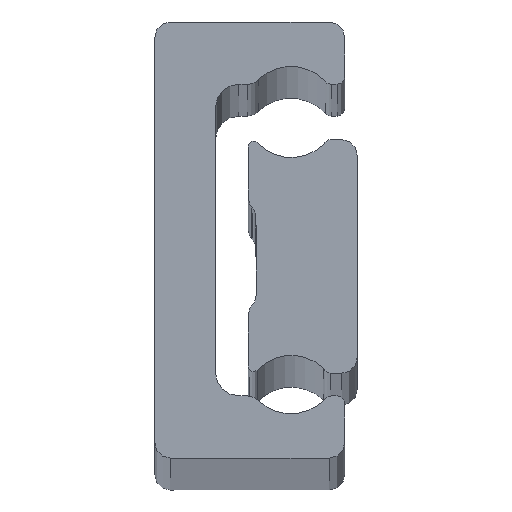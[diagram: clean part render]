
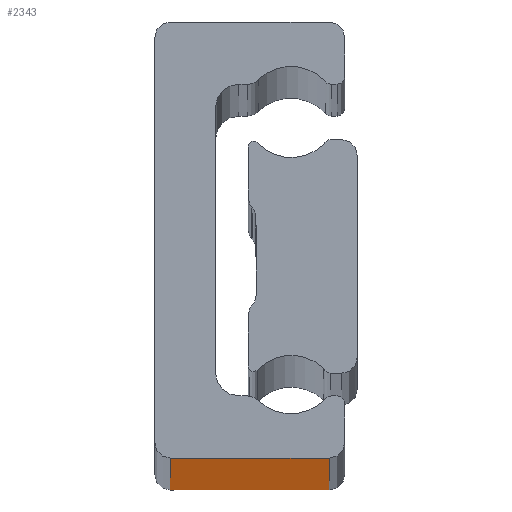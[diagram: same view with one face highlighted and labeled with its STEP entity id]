
A CAD part, top view. The second image highlights one B-rep face of the part: STEP entity #2343.
In plain terms, the highlighted planar face has unit normal (0, -1, 0).
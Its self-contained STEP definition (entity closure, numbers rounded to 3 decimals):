
#62 = EDGE_CURVE ( 'NONE', #2973, #2819, #2789, .T. ) ;
#142 = CARTESIAN_POINT ( 'NONE',  ( 11.2, -14., 0. ) ) ;
#403 = EDGE_CURVE ( 'NONE', #4196, #4942, #5510, .T. ) ;
#822 = CARTESIAN_POINT ( 'NONE',  ( 1., -14., -1170. ) ) ;
#926 = EDGE_CURVE ( 'NONE', #2973, #4196, #4871, .T. ) ;
#1104 = PLANE ( 'NONE',  #2023 ) ;
#1222 = CARTESIAN_POINT ( 'NONE',  ( 11.2, -14., -1170. ) ) ;
#1827 = CARTESIAN_POINT ( 'NONE',  ( 11.2, -14., -1170. ) ) ;
#1879 = EDGE_LOOP ( 'NONE', ( #3851, #4645, #2857, #2435 ) ) ;
#1922 = VECTOR ( 'NONE', #2610, 1000. ) ;
#2023 = AXIS2_PLACEMENT_3D ( 'NONE', #2868, #3447, #4713 ) ;
#2343 = ADVANCED_FACE ( 'NONE', ( #5226 ), #1104, .T. ) ;
#2435 = ORIENTED_EDGE ( 'NONE', *, *, #403, .T. ) ;
#2610 = DIRECTION ( 'NONE',  ( 1., 0., 0. ) ) ;
#2789 = LINE ( 'NONE', #3199, #3823 ) ;
#2819 = VERTEX_POINT ( 'NONE', #4233 ) ;
#2857 = ORIENTED_EDGE ( 'NONE', *, *, #926, .T. ) ;
#2868 = CARTESIAN_POINT ( 'NONE',  ( 1., -14., -1170. ) ) ;
#2973 = VERTEX_POINT ( 'NONE', #4438 ) ;
#3064 = EDGE_CURVE ( 'NONE', #2819, #4942, #5424, .T. ) ;
#3199 = CARTESIAN_POINT ( 'NONE',  ( 1., -14., -1170. ) ) ;
#3447 = DIRECTION ( 'NONE',  ( 0., -1., 0. ) ) ;
#3580 = VECTOR ( 'NONE', #5004, 1000. ) ;
#3823 = VECTOR ( 'NONE', #5040, 1000. ) ;
#3851 = ORIENTED_EDGE ( 'NONE', *, *, #3064, .F. ) ;
#4105 = DIRECTION ( 'NONE',  ( 0., 0., 1. ) ) ;
#4196 = VERTEX_POINT ( 'NONE', #1222 ) ;
#4233 = CARTESIAN_POINT ( 'NONE',  ( 1., -14., 0. ) ) ;
#4438 = CARTESIAN_POINT ( 'NONE',  ( 1., -14., -1170. ) ) ;
#4645 = ORIENTED_EDGE ( 'NONE', *, *, #62, .F. ) ;
#4713 = DIRECTION ( 'NONE',  ( 1., 0., 0. ) ) ;
#4803 = VECTOR ( 'NONE', #4105, 1000. ) ;
#4871 = LINE ( 'NONE', #822, #1922 ) ;
#4942 = VERTEX_POINT ( 'NONE', #142 ) ;
#4983 = CARTESIAN_POINT ( 'NONE',  ( 1., -14., 0. ) ) ;
#5004 = DIRECTION ( 'NONE',  ( 1., 0., 0. ) ) ;
#5040 = DIRECTION ( 'NONE',  ( 0., 0., 1. ) ) ;
#5226 = FACE_OUTER_BOUND ( 'NONE', #1879, .T. ) ;
#5424 = LINE ( 'NONE', #4983, #3580 ) ;
#5510 = LINE ( 'NONE', #1827, #4803 ) ;
